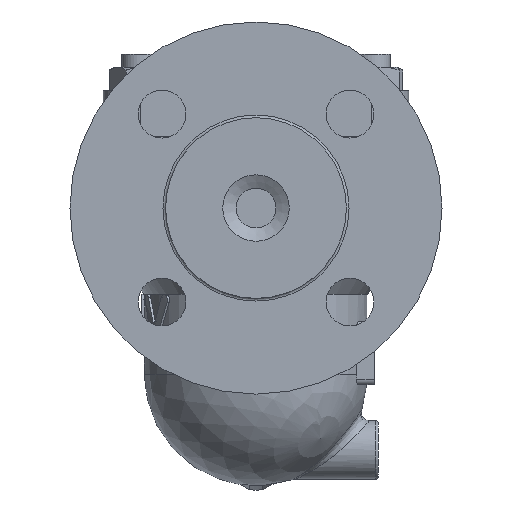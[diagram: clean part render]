
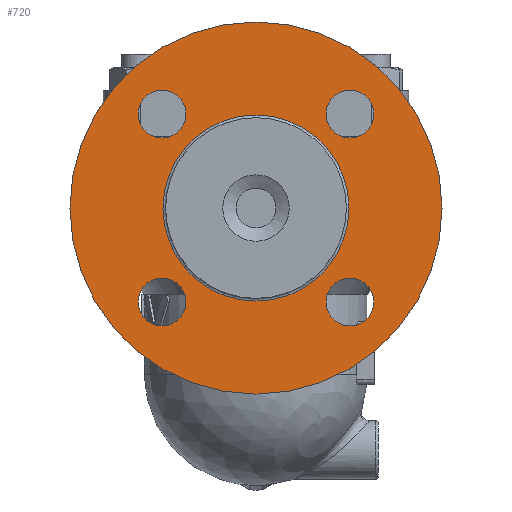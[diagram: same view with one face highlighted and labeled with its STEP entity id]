
A CAD part, left-side view. The second image highlights one B-rep face of the part: STEP entity #720.
In plain terms, the highlighted planar face has unit normal (-1, 0, 0).
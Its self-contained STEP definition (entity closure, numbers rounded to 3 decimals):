
#634=CARTESIAN_POINT('',(-142.5,0.0,8.));
#635=VERTEX_POINT('',#634);
#636=CARTESIAN_POINT('',(-142.5,0.0,-27.));
#637=DIRECTION('',(-1.0,0.0,0.0));
#638=DIRECTION('',(0.0,0.0,-1.0));
#639=AXIS2_PLACEMENT_3D('',#636,#637,#638);
#640=CIRCLE('',#639,35.);
#641=EDGE_CURVE('',#635,#635,#640,.T.);
#657=CARTESIAN_POINT('',(-142.5,0.0,25.));
#658=DIRECTION('',(-1.0,0.0,0.0));
#659=DIRECTION('',(0.0,0.0,1.0));
#660=AXIS2_PLACEMENT_3D('',#657,#658,#659);
#661=PLANE('',#660);
#662=CARTESIAN_POINT('',(-142.5,0.0,43.));
#663=VERTEX_POINT('',#662);
#664=CARTESIAN_POINT('',(-142.5,0.0,-27.));
#665=DIRECTION('',(-1.0,0.0,0.0));
#666=DIRECTION('',(0.0,0.0,1.0));
#667=AXIS2_PLACEMENT_3D('',#664,#665,#666);
#668=CIRCLE('',#667,70.);
#669=EDGE_CURVE('',#663,#663,#668,.T.);
#670=ORIENTED_EDGE('',*,*,#669,.T.);
#671=EDGE_LOOP('',(#670));
#672=FACE_OUTER_BOUND('',#671,.T.);
#673=CARTESIAN_POINT('',(-142.5,35.355,17.355));
#674=VERTEX_POINT('',#673);
#675=CARTESIAN_POINT('',(-142.5,35.355,8.355));
#676=DIRECTION('',(1.0,0.0,0.0));
#677=DIRECTION('',(0.0,0.0,-1.0));
#678=AXIS2_PLACEMENT_3D('',#675,#676,#677);
#679=CIRCLE('',#678,9.0);
#680=EDGE_CURVE('',#674,#674,#679,.T.);
#681=ORIENTED_EDGE('',*,*,#680,.T.);
#682=EDGE_LOOP('',(#681));
#683=FACE_BOUND('',#682,.T.);
#684=CARTESIAN_POINT('',(-142.5,35.355,-53.355));
#685=VERTEX_POINT('',#684);
#686=CARTESIAN_POINT('',(-142.5,35.355,-62.355));
#687=DIRECTION('',(1.0,0.0,0.0));
#688=DIRECTION('',(0.0,0.0,-1.0));
#689=AXIS2_PLACEMENT_3D('',#686,#687,#688);
#690=CIRCLE('',#689,9.0);
#691=EDGE_CURVE('',#685,#685,#690,.T.);
#692=ORIENTED_EDGE('',*,*,#691,.T.);
#693=EDGE_LOOP('',(#692));
#694=FACE_BOUND('',#693,.T.);
#695=CARTESIAN_POINT('',(-142.5,-35.355,-53.355));
#696=VERTEX_POINT('',#695);
#697=CARTESIAN_POINT('',(-142.5,-35.355,-62.355));
#698=DIRECTION('',(1.0,0.0,0.0));
#699=DIRECTION('',(0.0,0.0,-1.0));
#700=AXIS2_PLACEMENT_3D('',#697,#698,#699);
#701=CIRCLE('',#700,9.0);
#702=EDGE_CURVE('',#696,#696,#701,.T.);
#703=ORIENTED_EDGE('',*,*,#702,.T.);
#704=EDGE_LOOP('',(#703));
#705=FACE_BOUND('',#704,.T.);
#706=CARTESIAN_POINT('',(-142.5,-35.355,17.355));
#707=VERTEX_POINT('',#706);
#708=CARTESIAN_POINT('',(-142.5,-35.355,8.355));
#709=DIRECTION('',(1.0,0.0,0.0));
#710=DIRECTION('',(0.0,0.0,-1.0));
#711=AXIS2_PLACEMENT_3D('',#708,#709,#710);
#712=CIRCLE('',#711,9.0);
#713=EDGE_CURVE('',#707,#707,#712,.T.);
#714=ORIENTED_EDGE('',*,*,#713,.T.);
#715=EDGE_LOOP('',(#714));
#716=FACE_BOUND('',#715,.T.);
#717=ORIENTED_EDGE('',*,*,#641,.F.);
#718=EDGE_LOOP('',(#717));
#719=FACE_BOUND('',#718,.T.);
#720=ADVANCED_FACE('',(#672,#683,#694,#705,#716,#719),#661,.T.);
